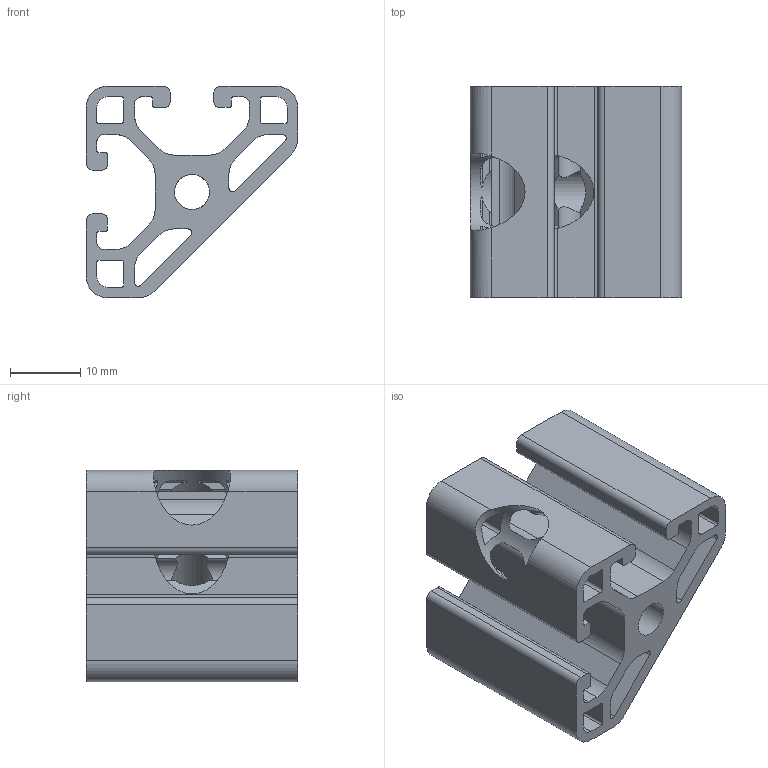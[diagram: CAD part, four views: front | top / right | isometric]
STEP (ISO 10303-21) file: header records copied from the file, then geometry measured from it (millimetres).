
FILE_DESCRIPTION( ( 'STEP AP214' ), '1' );
FILE_NAME( 'K1048.063030.stp', '2020-12-10T09:26:59', ( '' ), ( '' ), ' ', 'PARTsolutions', ' ' );
FILE_SCHEMA( ( 'AUTOMOTIVE_DESIGN { 1 0 10303 214 1 1 1 1 }' ) );
Length unit declared in the file: millimetre
Products named in the file (1): _K1048.063030
Bounding box: 30 x 30 x 30 mm (x, y, z)
Volume: 8491.2 mm3; surface area: 8834 mm2
Topology: 1 solids, 1 shells, 141 faces, 437 edges, 291 vertices
Faces by surface type: cylinder 72, plane 69
Full cylindrical faces by diameter (mm): 5 x2, 6.5 x1, 11 x1
Entity records: 6370 total; most frequent: CARTESIAN_POINT 1298, ORIENTED_EDGE 846, DIRECTION 812, EDGE_CURVE 423, VERTEX_POINT 283, AXIS2_PLACEMENT_3D 281, LINE 250, VECTOR 250
